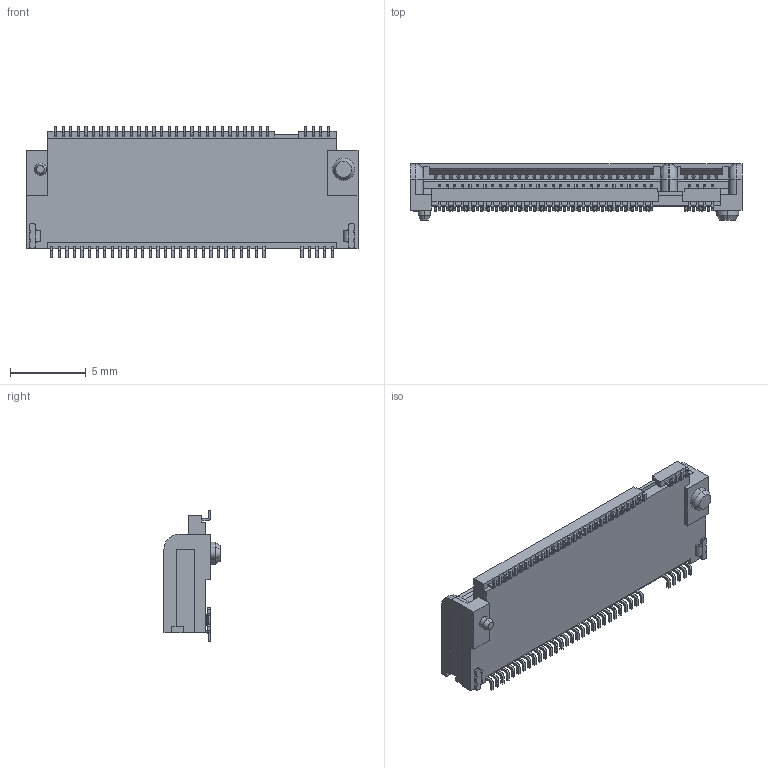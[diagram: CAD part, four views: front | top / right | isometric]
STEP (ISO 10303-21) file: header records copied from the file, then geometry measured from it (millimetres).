
FILE_DESCRIPTION(('STEP AP214'),'1');
FILE_NAME('2377467_1-2199119-5.stp','2017-06-06T07:26:20',('TraceParts'),('TraceParts S.A.'),'Spatial InterOp 3D',' ',' ');
FILE_SCHEMA(('automotive_design'));
Length unit declared in the file: millimetre
Products named in the file (1): 2377467_1-2199119-5
Bounding box: 21.9 x 3.7 x 8.7 mm (x, y, z)
Volume: 336.7 mm3; surface area: 694 mm2
Topology: 1 solids, 1 shells, 1597 faces, 4548 edges, 3025 vertices
Faces by surface type: plane 1216, cylinder 373, cone 4, bspline 2, torus 2
Entity records: 51845 total; most frequent: CARTESIAN_POINT 9357, ORIENTED_EDGE 9096, DIRECTION 8466, EDGE_CURVE 4548, LINE 3774, VECTOR 3774, VERTEX_POINT 3025, AXIS2_PLACEMENT_3D 2346
